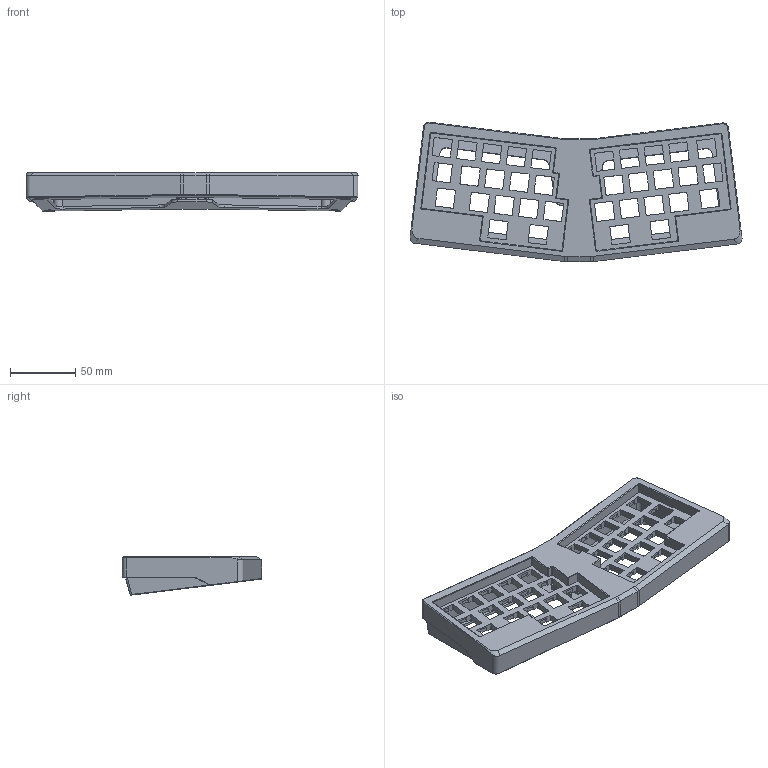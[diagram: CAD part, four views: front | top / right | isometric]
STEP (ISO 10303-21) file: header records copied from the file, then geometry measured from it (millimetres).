
FILE_DESCRIPTION(/* description */ (''),/* implementation_level */ '2;1');
FILE_NAME(/* name */ 'la lettre.step',/* time_stamp */ '2022-03-03T11:39:11-05:00',/* author */ (''),/* organization */ (''),/* preprocessor_version */ 'ST-DEVELOPER v18.1',/* originating_system */ 'Autodesk Translation Framework v10.13.0.1454',/* authorisation */ '');
FILE_SCHEMA (('AUTOMOTIVE_DESIGN { 1 0 10303 214 3 1 1 }'));
Length unit declared in the file: millimetre
Products named in the file (4): la lettre; Plate; Top; Bottom
Assembly tree (3 placements, depth 2):
  la lettre
    Plate
    Top
    Bottom
Bounding box: 253.91 x 106.74 x 29.31 mm (x, y, z)
Volume: 183447.7 mm3; surface area: 115951.2 mm2
Topology: 3 solids, 3 shells, 991 faces, 2796 edges, 1820 vertices
Faces by surface type: plane 600, cylinder 301, bspline 58, cone 30, sphere 2
Full cylindrical faces by diameter (mm): 2 x4, 2.2 x4, 3.5 x8, 4 x2, 8 x4
Entity records: 32986 total; most frequent: CARTESIAN_POINT 6929, ORIENTED_EDGE 5580, DIRECTION 5177, EDGE_CURVE 2790, LINE 2057, VECTOR 2057, VERTEX_POINT 1820, AXIS2_PLACEMENT_3D 1560
